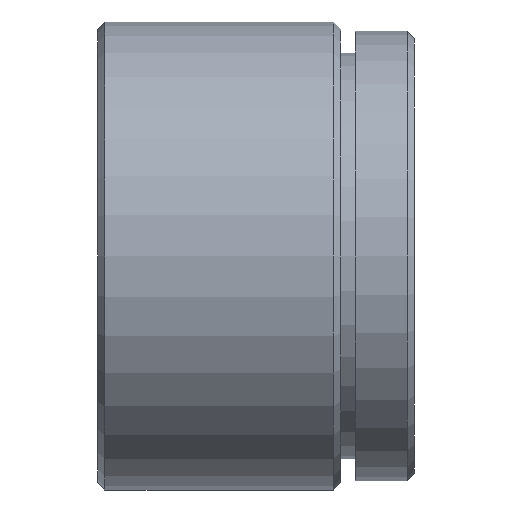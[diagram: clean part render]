
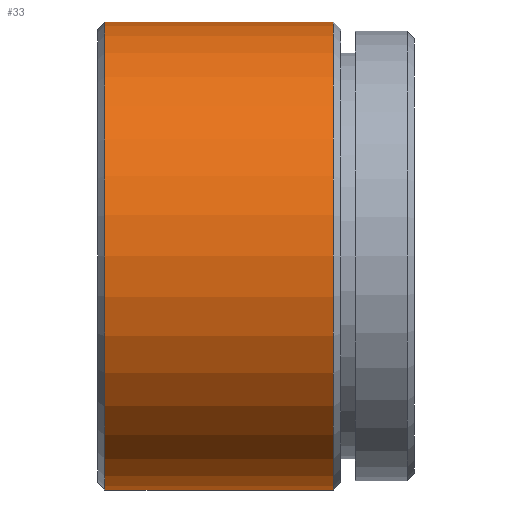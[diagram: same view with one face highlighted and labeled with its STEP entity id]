
A CAD part, left-side view. The second image highlights one B-rep face of the part: STEP entity #33.
In plain terms, the highlighted cylindrical face has radius 15.875 mm (diameter 31.75 mm), a partial arc.
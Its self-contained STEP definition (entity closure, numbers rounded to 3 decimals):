
#18 = CIRCLE ( 'NONE', #658, 15.875 ) ;
#33 = ADVANCED_FACE ( 'NONE', ( #608 ), #780, .T. ) ;
#37 = CARTESIAN_POINT ( 'NONE',  ( 0., 21., -15.875 ) ) ;
#55 = VERTEX_POINT ( 'NONE', #654 ) ;
#58 = ORIENTED_EDGE ( 'NONE', *, *, #128, .T. ) ;
#88 = AXIS2_PLACEMENT_3D ( 'NONE', #764, #714, #95 ) ;
#95 = DIRECTION ( 'NONE',  ( 0., 0., 1. ) ) ;
#128 = EDGE_CURVE ( 'NONE', #628, #249, #134, .T. ) ;
#134 = LINE ( 'NONE', #548, #490 ) ;
#139 = VECTOR ( 'NONE', #327, 1000. ) ;
#144 = LINE ( 'NONE', #369, #139 ) ;
#163 = CIRCLE ( 'NONE', #88, 15.875 ) ;
#249 = VERTEX_POINT ( 'NONE', #843 ) ;
#327 = DIRECTION ( 'NONE',  ( 0., -1., 0. ) ) ;
#332 = CARTESIAN_POINT ( 'NONE',  ( 0., 21., 15.875 ) ) ;
#369 = CARTESIAN_POINT ( 'NONE',  ( 0., 0., 15.875 ) ) ;
#390 = CARTESIAN_POINT ( 'NONE',  ( 0., 5.5, 0. ) ) ;
#399 = DIRECTION ( 'NONE',  ( 0., -1., 0. ) ) ;
#445 = DIRECTION ( 'NONE',  ( 0., 1., 0. ) ) ;
#485 = DIRECTION ( 'NONE',  ( 0., 0., -1. ) ) ;
#490 = VECTOR ( 'NONE', #512, 1000. ) ;
#512 = DIRECTION ( 'NONE',  ( 0., -1., 0. ) ) ;
#524 = EDGE_LOOP ( 'NONE', ( #532, #768, #58, #808 ) ) ;
#532 = ORIENTED_EDGE ( 'NONE', *, *, #668, .F. ) ;
#548 = CARTESIAN_POINT ( 'NONE',  ( 0., 0., -15.875 ) ) ;
#584 = CARTESIAN_POINT ( 'NONE',  ( 0., 0., 0. ) ) ;
#604 = VERTEX_POINT ( 'NONE', #332 ) ;
#606 = AXIS2_PLACEMENT_3D ( 'NONE', #584, #399, #485 ) ;
#608 = FACE_OUTER_BOUND ( 'NONE', #524, .T. ) ;
#628 = VERTEX_POINT ( 'NONE', #37 ) ;
#654 = CARTESIAN_POINT ( 'NONE',  ( 0., 5.5, 15.875 ) ) ;
#655 = DIRECTION ( 'NONE',  ( 0., 0., -1. ) ) ;
#658 = AXIS2_PLACEMENT_3D ( 'NONE', #390, #445, #655 ) ;
#668 = EDGE_CURVE ( 'NONE', #604, #55, #144, .T. ) ;
#676 = EDGE_CURVE ( 'NONE', #604, #628, #163, .T. ) ;
#714 = DIRECTION ( 'NONE',  ( 0., -1., 0. ) ) ;
#762 = EDGE_CURVE ( 'NONE', #249, #55, #18, .T. ) ;
#764 = CARTESIAN_POINT ( 'NONE',  ( 0., 21., 0. ) ) ;
#768 = ORIENTED_EDGE ( 'NONE', *, *, #676, .T. ) ;
#780 = CYLINDRICAL_SURFACE ( 'NONE', #606, 15.875 ) ;
#808 = ORIENTED_EDGE ( 'NONE', *, *, #762, .T. ) ;
#843 = CARTESIAN_POINT ( 'NONE',  ( 0., 5.5, -15.875 ) ) ;
